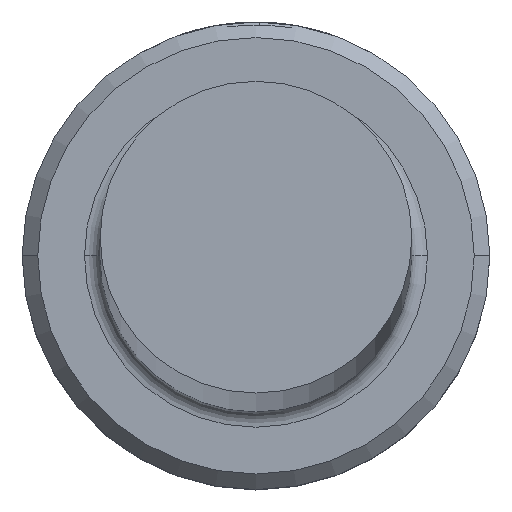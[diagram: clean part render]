
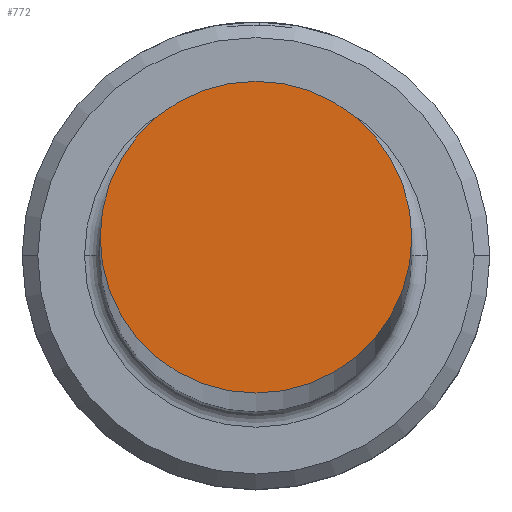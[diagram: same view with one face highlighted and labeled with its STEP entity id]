
A CAD part, top view. The second image highlights one B-rep face of the part: STEP entity #772.
In plain terms, the highlighted planar face has unit normal (0, 0, 1).
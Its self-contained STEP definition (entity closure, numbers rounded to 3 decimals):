
#13 = CARTESIAN_POINT ( 'NONE',  ( 0., 0., 350. ) ) ;
#15 = FACE_OUTER_BOUND ( 'NONE', #307, .T. ) ;
#70 = CIRCLE ( 'NONE', #745, 5. ) ;
#108 = CIRCLE ( 'NONE', #638, 5. ) ;
#118 = DIRECTION ( 'NONE',  ( 0., 0., 1. ) ) ;
#157 = CARTESIAN_POINT ( 'NONE',  ( 0., 0., 350. ) ) ;
#186 = PLANE ( 'NONE',  #405 ) ;
#253 = DIRECTION ( 'NONE',  ( 1., 0., 0. ) ) ;
#258 = ORIENTED_EDGE ( 'NONE', *, *, #962, .T. ) ;
#307 = EDGE_LOOP ( 'NONE', ( #794, #258 ) ) ;
#369 = EDGE_CURVE ( 'NONE', #655, #665, #108, .T. ) ;
#405 = AXIS2_PLACEMENT_3D ( 'NONE', #13, #118, #769 ) ;
#638 = AXIS2_PLACEMENT_3D ( 'NONE', #761, #759, #666 ) ;
#655 = VERTEX_POINT ( 'NONE', #997 ) ;
#665 = VERTEX_POINT ( 'NONE', #729 ) ;
#666 = DIRECTION ( 'NONE',  ( 1., 0., 0. ) ) ;
#729 = CARTESIAN_POINT ( 'NONE',  ( 5., 0., 350. ) ) ;
#745 = AXIS2_PLACEMENT_3D ( 'NONE', #157, #820, #253 ) ;
#759 = DIRECTION ( 'NONE',  ( 0., 0., 1. ) ) ;
#761 = CARTESIAN_POINT ( 'NONE',  ( 0., 0., 350. ) ) ;
#769 = DIRECTION ( 'NONE',  ( 1., 0., 0. ) ) ;
#772 = ADVANCED_FACE ( 'NONE', ( #15 ), #186, .T. ) ;
#794 = ORIENTED_EDGE ( 'NONE', *, *, #369, .T. ) ;
#820 = DIRECTION ( 'NONE',  ( 0., 0., 1. ) ) ;
#962 = EDGE_CURVE ( 'NONE', #665, #655, #70, .T. ) ;
#997 = CARTESIAN_POINT ( 'NONE',  ( -5., 0., 350. ) ) ;
